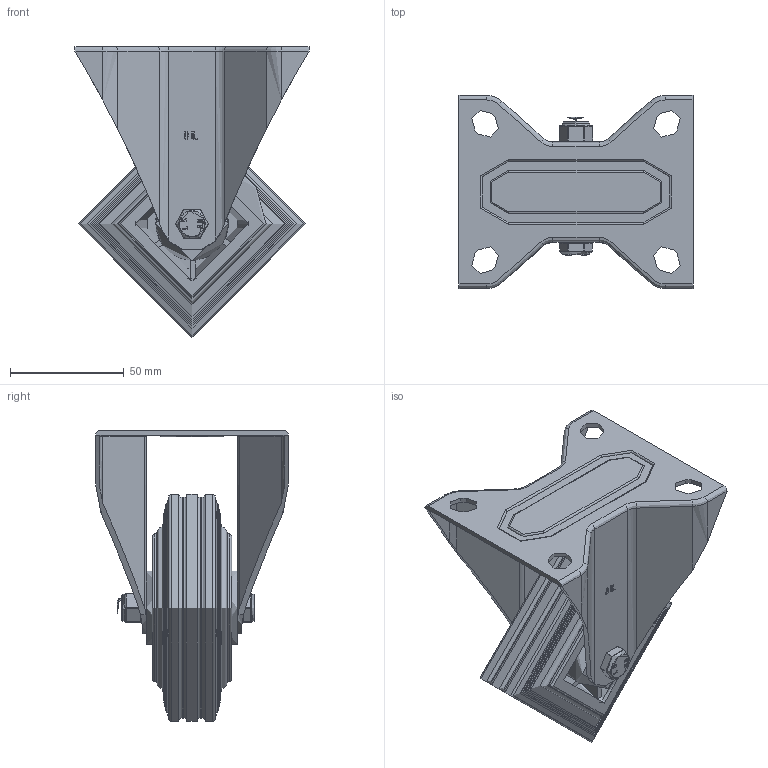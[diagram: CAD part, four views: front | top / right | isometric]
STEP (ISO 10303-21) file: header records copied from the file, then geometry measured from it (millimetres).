
FILE_DESCRIPTION(/* description */ ('','CAx-IF Rec.Pracs.---Representation and Presentation of Product Manufacturing Information (PMI)---4.0---2014-10-13'),/* implementation_level */ '2;1');
FILE_NAME(/* name */ 'BZMMF100PSB.step',/* time_stamp */ '2024-11-27T13:12:16Z',/* author */ (''),/* organization */ (''),/* preprocessor_version */ 'ST-DEVELOPER v20',/* originating_system */ 'Autodesk Translation Framework v13.20.0.188',/* authorisation */ '');
FILE_SCHEMA (('AP242_MANAGED_MODEL_BASED_3D_ENGINEERING_MIM_LF { 1 0 10303 442 1 1 4 }'));
Length unit declared in the file: millimetre
Products named in the file (20): BZMMF100PSB; BZMMF100AS v1; BZMMF100AS; ZINC PLATED, PRESSED STEEL BRACKET; BZMM100WPSRB v2; NYLON RIM; RUBBER TYRE; NYLON ROLLER BEARING; Pattern; Component20; NYLON CAGE; CAP; TUBEM12X40 v1; ZINC PLATED STEEL TUBE; HEXBOLTM8X55Z8.8 v2; GRADE 8.8 ZINC PLATED BOLT; NYLOCM8Z v1; NYLOC NUT; NUT; RUBBER
Assembly tree (26 placements, depth 5):
  BZMMF100PSB
    BZMMF100AS v1
      BZMMF100AS
      ZINC PLATED, PRESSED STEEL BRACKET
    BZMM100WPSRB v2
      NYLON RIM
      RUBBER TYRE
      NYLON ROLLER BEARING
        Pattern
          Component20  x8
        NYLON CAGE
      CAP
    TUBEM12X40 v1
      ZINC PLATED STEEL TUBE
    HEXBOLTM8X55Z8.8 v2
      GRADE 8.8 ZINC PLATED BOLT
    NYLOCM8Z v1
      NYLOC NUT
        NUT
        RUBBER
Bounding box: 103 x 85 x 128 mm (x, y, z)
Volume: 238522.8 mm3; surface area: 102319.6 mm2
Topology: 17 solids, 17 shells, 573 faces, 1404 edges, 869 vertices
Faces by surface type: plane 231, cylinder 211, torus 38, bspline 36, cone 33, sphere 24
Full cylindrical faces by diameter (mm): 0.664 x2, 3.75 x8, 6.446 x7, 7.866 x13, 8 x3, 8.25 x2, 8.4 x1, 8.6 x2, 11.5 x1, 11.9 x1, 12.1 x1, 12.5 x1, 15 x1, 15.5 x1, 19.5 x1, 21 x1, 27 x2, 32 x2, 65 x2, 97 x2, 100 x3
Entity records: 22496 total; most frequent: CARTESIAN_POINT 8900, ORIENTED_EDGE 2754, DIRECTION 2728, EDGE_CURVE 1377, AXIS2_PLACEMENT_3D 1028, VERTEX_POINT 855, LINE 672, VECTOR 672
